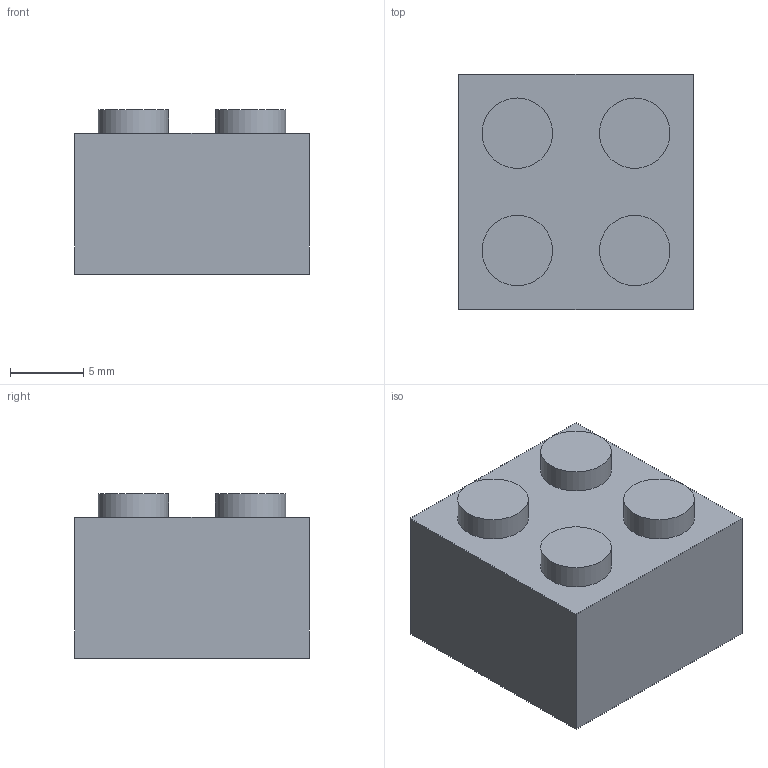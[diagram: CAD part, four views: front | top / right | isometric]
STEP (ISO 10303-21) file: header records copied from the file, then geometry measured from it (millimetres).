
FILE_DESCRIPTION(('FreeCAD Model'),'2;1');
FILE_NAME('lego_brick.step', '2018-09-21T17:26:33',('Author'),(''), 'Open CASCADE STEP processor 7.1','FreeCAD','Unknown');
FILE_SCHEMA(('AUTOMOTIVE_DESIGN { 1 0 10303 214 1 1 1 1 }'));
Length unit declared in the file: millimetre
Products named in the file (1): Cut001
Bounding box: 16 x 16 x 11.2 mm (x, y, z)
Volume: 1421.1 mm3; surface area: 1984.1 mm2
Topology: 1 solids, 1 shells, 31 faces, 54 edges, 36 vertices
Faces by surface type: plane 21, cylinder 10
Full cylindrical faces by diameter (mm): 2.4 x4, 4.8 x5, 7.27 x1
Entity records: 1507 total; most frequent: CARTESIAN_POINT 302, DIRECTION 234, LINE 122, VECTOR 122, ORIENTED_EDGE 108, PCURVE 108, DEFINITIONAL_REPRESENTATION 108, EDGE_CURVE 54
